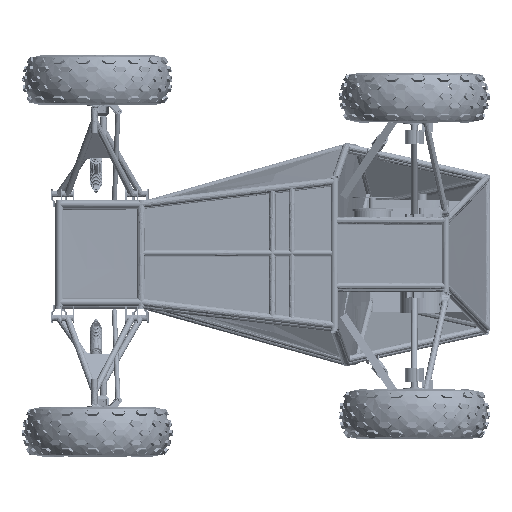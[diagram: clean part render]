
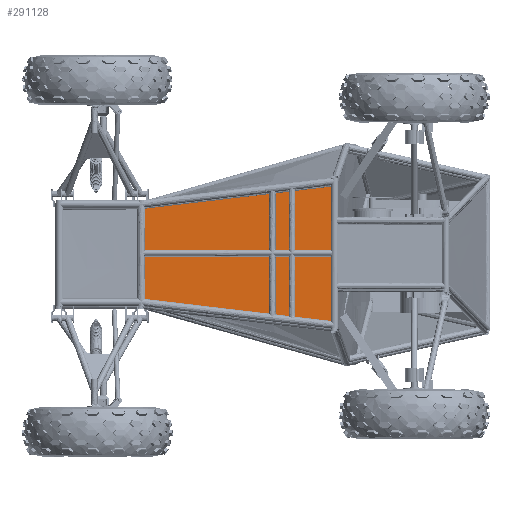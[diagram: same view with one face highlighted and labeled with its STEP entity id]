
A CAD part, front view. The second image highlights one B-rep face of the part: STEP entity #291128.
In plain terms, the highlighted free-form (B-spline) face has degree [3, 3] with [4, 4] control points.
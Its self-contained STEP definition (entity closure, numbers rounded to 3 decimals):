
#291128 = ADVANCED_FACE('',(#291129),#291167,.T.);
#291129 = FACE_BOUND('',#291130,.T.);
#291130 = EDGE_LOOP('',(#291131,#291142,#291151,#291160));
#291131 = ORIENTED_EDGE('',*,*,#291132,.T.);
#291132 = EDGE_CURVE('',#291133,#291135,#291137,.T.);
#291133 = VERTEX_POINT('',#291134);
#291134 = CARTESIAN_POINT('',(257.981,69.813,
    -226.869));
#291135 = VERTEX_POINT('',#291136);
#291136 = CARTESIAN_POINT('',(-375.78,69.813,
    -151.747));
#291137 = B_SPLINE_CURVE_WITH_KNOTS('',3,(#291138,#291139,#291140,
    #291141),.UNSPECIFIED.,.F.,.F.,(4,4),(0.,1.),
  .PIECEWISE_BEZIER_KNOTS.);
#291138 = CARTESIAN_POINT('',(257.981,69.813,
    -226.869));
#291139 = CARTESIAN_POINT('',(46.727,69.813,
    -201.828));
#291140 = CARTESIAN_POINT('',(-164.526,69.813,
    -176.788));
#291141 = CARTESIAN_POINT('',(-375.78,69.813,
    -151.747));
#291142 = ORIENTED_EDGE('',*,*,#291143,.T.);
#291143 = EDGE_CURVE('',#291135,#291144,#291146,.T.);
#291144 = VERTEX_POINT('',#291145);
#291145 = CARTESIAN_POINT('',(-375.78,69.813,
    170.204));
#291146 = B_SPLINE_CURVE_WITH_KNOTS('',3,(#291147,#291148,#291149,
    #291150),.UNSPECIFIED.,.F.,.F.,(4,4),(0.,1.),
  .PIECEWISE_BEZIER_KNOTS.);
#291147 = CARTESIAN_POINT('',(-375.78,69.813,
    -151.747));
#291148 = CARTESIAN_POINT('',(-375.78,69.813,
    -44.43));
#291149 = CARTESIAN_POINT('',(-375.78,69.813,
    62.887));
#291150 = CARTESIAN_POINT('',(-375.78,69.813,
    170.204));
#291151 = ORIENTED_EDGE('',*,*,#291152,.T.);
#291152 = EDGE_CURVE('',#291144,#291153,#291155,.T.);
#291153 = VERTEX_POINT('',#291154);
#291154 = CARTESIAN_POINT('',(257.981,69.813,
    245.325));
#291155 = B_SPLINE_CURVE_WITH_KNOTS('',3,(#291156,#291157,#291158,
    #291159),.UNSPECIFIED.,.F.,.F.,(4,4),(0.,1.),
  .PIECEWISE_BEZIER_KNOTS.);
#291156 = CARTESIAN_POINT('',(-375.78,69.813,
    170.204));
#291157 = CARTESIAN_POINT('',(-164.526,69.813,
    195.244));
#291158 = CARTESIAN_POINT('',(46.727,69.813,
    220.285));
#291159 = CARTESIAN_POINT('',(257.981,69.813,
    245.325));
#291160 = ORIENTED_EDGE('',*,*,#291161,.T.);
#291161 = EDGE_CURVE('',#291153,#291133,#291162,.T.);
#291162 = B_SPLINE_CURVE_WITH_KNOTS('',3,(#291163,#291164,#291165,
    #291166),.UNSPECIFIED.,.F.,.F.,(4,4),(0.,1.),
  .PIECEWISE_BEZIER_KNOTS.);
#291163 = CARTESIAN_POINT('',(257.981,69.813,
    245.325));
#291164 = CARTESIAN_POINT('',(257.981,69.813,
    87.927));
#291165 = CARTESIAN_POINT('',(257.981,69.813,
    -69.471));
#291166 = CARTESIAN_POINT('',(257.981,69.813,
    -226.869));
#291167 = B_SPLINE_SURFACE_WITH_KNOTS('',3,3,(
    (#291168,#291169,#291170,#291171)
    ,(#291172,#291173,#291174,#291175)
    ,(#291176,#291177,#291178,#291179)
    ,(#291180,#291181,#291182,#291183
  )),.UNSPECIFIED.,.F.,.F.,.F.,(4,4),(4,4),(0.,1.),(0.,1.),
  .PIECEWISE_BEZIER_KNOTS.);
#291168 = CARTESIAN_POINT('',(257.981,69.813,
    -226.869));
#291169 = CARTESIAN_POINT('',(257.981,69.813,
    -69.471));
#291170 = CARTESIAN_POINT('',(257.981,69.813,
    87.927));
#291171 = CARTESIAN_POINT('',(257.981,69.813,
    245.325));
#291172 = CARTESIAN_POINT('',(46.727,69.813,
    -201.828));
#291173 = CARTESIAN_POINT('',(46.727,69.813,
    -61.124));
#291174 = CARTESIAN_POINT('',(46.727,69.813,
    79.58));
#291175 = CARTESIAN_POINT('',(46.727,69.813,
    220.285));
#291176 = CARTESIAN_POINT('',(-164.526,69.813,
    -176.788));
#291177 = CARTESIAN_POINT('',(-164.526,69.813,
    -52.777));
#291178 = CARTESIAN_POINT('',(-164.526,69.813,
    71.234));
#291179 = CARTESIAN_POINT('',(-164.526,69.813,
    195.244));
#291180 = CARTESIAN_POINT('',(-375.78,69.813,
    -151.747));
#291181 = CARTESIAN_POINT('',(-375.78,69.813,
    -44.43));
#291182 = CARTESIAN_POINT('',(-375.78,69.813,
    62.887));
#291183 = CARTESIAN_POINT('',(-375.78,69.813,
    170.204));
